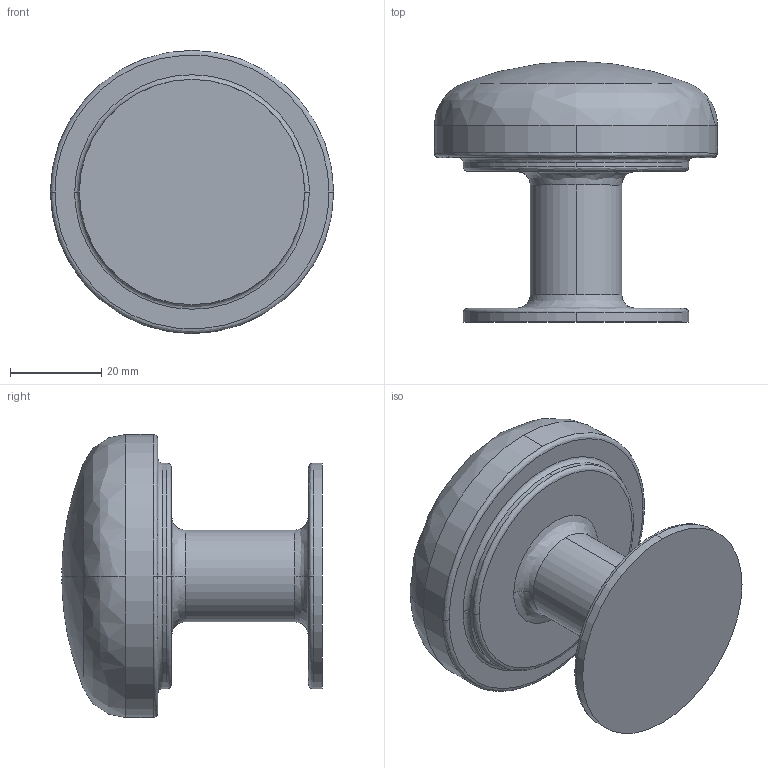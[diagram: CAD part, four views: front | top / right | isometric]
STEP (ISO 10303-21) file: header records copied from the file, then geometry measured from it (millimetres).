
FILE_DESCRIPTION (( 'STEP AP203' ), '1' );
FILE_NAME ('GPS_Receiver_Default_sldprt.STEP', '2020-08-14T00:47:41', ( '' ), ( '' ), 'SwSTEP 2.0', 'SolidWorks 2017', '' );
FILE_SCHEMA (( 'CONFIG_CONTROL_DESIGN' ));
Length unit declared in the file: millimetre
Products named in the file (1): GPS_Receiver_Default_sldprt
Bounding box: 62 x 57 x 62 mm (x, y, z)
Volume: 71907 mm3; surface area: 14090.1 mm2
Topology: 1 solids, 1 shells, 28 faces, 70 edges, 45 vertices
Faces by surface type: bspline 16, cylinder 8, plane 4
Entity records: 3183 total; most frequent: CARTESIAN_POINT 2540, ORIENTED_EDGE 136, DIRECTION 102, EDGE_CURVE 68, AXIS2_PLACEMENT_3D 47, VERTEX_POINT 45, CIRCLE 34, EDGE_LOOP 31
